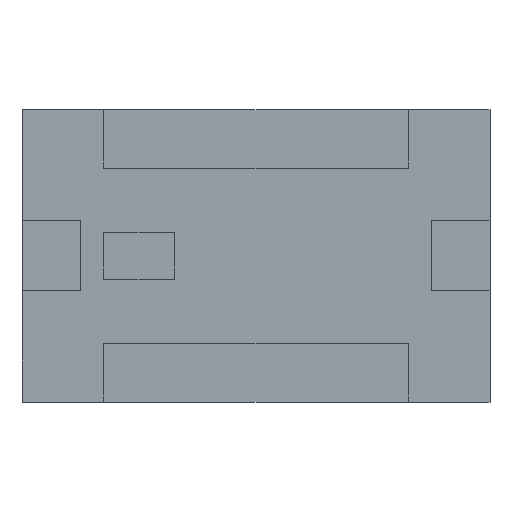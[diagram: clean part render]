
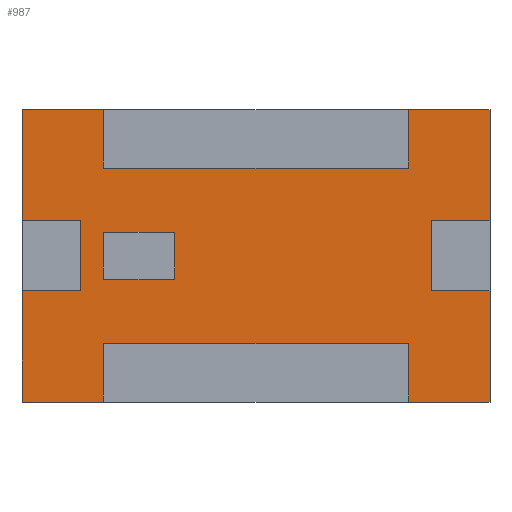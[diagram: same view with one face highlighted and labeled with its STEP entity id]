
A CAD part, top view. The second image highlights one B-rep face of the part: STEP entity #987.
In plain terms, the highlighted planar face has unit normal (0, 0, 1).
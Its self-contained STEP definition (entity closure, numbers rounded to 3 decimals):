
#106=ORIENTED_EDGE('',*,*,#331,.T.);
#107=ORIENTED_EDGE('',*,*,#334,.T.);
#108=ORIENTED_EDGE('',*,*,#360,.T.);
#109=ORIENTED_EDGE('',*,*,#361,.T.);
#110=ORIENTED_EDGE('',*,*,#338,.T.);
#111=ORIENTED_EDGE('',*,*,#341,.T.);
#112=ORIENTED_EDGE('',*,*,#344,.T.);
#113=ORIENTED_EDGE('',*,*,#347,.T.);
#114=ORIENTED_EDGE('',*,*,#350,.T.);
#115=ORIENTED_EDGE('',*,*,#351,.F.);
#116=ORIENTED_EDGE('',*,*,#354,.F.);
#117=ORIENTED_EDGE('',*,*,#357,.F.);
#118=ORIENTED_EDGE('',*,*,#362,.T.);
#119=ORIENTED_EDGE('',*,*,#363,.T.);
#120=ORIENTED_EDGE('',*,*,#364,.F.);
#121=ORIENTED_EDGE('',*,*,#318,.F.);
#122=ORIENTED_EDGE('',*,*,#322,.F.);
#123=ORIENTED_EDGE('',*,*,#327,.T.);
#124=ORIENTED_EDGE('',*,*,#365,.T.);
#125=ORIENTED_EDGE('',*,*,#366,.T.);
#126=ORIENTED_EDGE('',*,*,#367,.T.);
#127=ORIENTED_EDGE('',*,*,#368,.T.);
#128=ORIENTED_EDGE('',*,*,#369,.T.);
#129=ORIENTED_EDGE('',*,*,#370,.T.);
#318=EDGE_CURVE('',#450,#451,#538,.T.);
#322=EDGE_CURVE('',#454,#450,#542,.T.);
#327=EDGE_CURVE('',#454,#457,#547,.T.);
#331=EDGE_CURVE('',#458,#461,#551,.T.);
#334=EDGE_CURVE('',#461,#463,#554,.T.);
#338=EDGE_CURVE('',#464,#467,#558,.T.);
#341=EDGE_CURVE('',#467,#469,#561,.T.);
#344=EDGE_CURVE('',#469,#471,#564,.T.);
#347=EDGE_CURVE('',#471,#473,#567,.T.);
#350=EDGE_CURVE('',#473,#475,#570,.T.);
#351=EDGE_CURVE('',#476,#475,#571,.T.);
#354=EDGE_CURVE('',#478,#476,#574,.T.);
#357=EDGE_CURVE('',#480,#478,#577,.T.);
#360=EDGE_CURVE('',#463,#482,#580,.T.);
#361=EDGE_CURVE('',#482,#464,#581,.T.);
#362=EDGE_CURVE('',#480,#483,#582,.T.);
#363=EDGE_CURVE('',#483,#484,#583,.T.);
#364=EDGE_CURVE('',#451,#484,#584,.T.);
#365=EDGE_CURVE('',#457,#485,#585,.T.);
#366=EDGE_CURVE('',#485,#458,#586,.T.);
#367=EDGE_CURVE('',#486,#487,#587,.T.);
#368=EDGE_CURVE('',#487,#488,#588,.T.);
#369=EDGE_CURVE('',#488,#489,#589,.T.);
#370=EDGE_CURVE('',#489,#486,#590,.T.);
#450=VERTEX_POINT('',#1424);
#451=VERTEX_POINT('',#1425);
#454=VERTEX_POINT('',#1433);
#457=VERTEX_POINT('',#1441);
#458=VERTEX_POINT('',#1445);
#461=VERTEX_POINT('',#1450);
#463=VERTEX_POINT('',#1456);
#464=VERTEX_POINT('',#1460);
#467=VERTEX_POINT('',#1465);
#469=VERTEX_POINT('',#1471);
#471=VERTEX_POINT('',#1477);
#473=VERTEX_POINT('',#1483);
#475=VERTEX_POINT('',#1489);
#476=VERTEX_POINT('',#1493);
#478=VERTEX_POINT('',#1499);
#480=VERTEX_POINT('',#1505);
#482=VERTEX_POINT('',#1511);
#483=VERTEX_POINT('',#1514);
#484=VERTEX_POINT('',#1516);
#485=VERTEX_POINT('',#1519);
#486=VERTEX_POINT('',#1522);
#487=VERTEX_POINT('',#1523);
#488=VERTEX_POINT('',#1525);
#489=VERTEX_POINT('',#1527);
#538=LINE('',#1423,#670);
#542=LINE('',#1432,#674);
#547=LINE('',#1442,#679);
#551=LINE('',#1451,#683);
#554=LINE('',#1457,#686);
#558=LINE('',#1466,#690);
#561=LINE('',#1472,#693);
#564=LINE('',#1478,#696);
#567=LINE('',#1484,#699);
#570=LINE('',#1490,#702);
#571=LINE('',#1492,#703);
#574=LINE('',#1498,#706);
#577=LINE('',#1504,#709);
#580=LINE('',#1510,#712);
#581=LINE('',#1512,#713);
#582=LINE('',#1513,#714);
#583=LINE('',#1515,#715);
#584=LINE('',#1517,#716);
#585=LINE('',#1518,#717);
#586=LINE('',#1520,#718);
#587=LINE('',#1521,#719);
#588=LINE('',#1524,#720);
#589=LINE('',#1526,#721);
#590=LINE('',#1528,#722);
#670=VECTOR('',#1167,1000.);
#674=VECTOR('',#1173,1000.);
#679=VECTOR('',#1180,1000.);
#683=VECTOR('',#1186,1000.);
#686=VECTOR('',#1191,1000.);
#690=VECTOR('',#1197,1000.);
#693=VECTOR('',#1202,1000.);
#696=VECTOR('',#1207,1000.);
#699=VECTOR('',#1212,1000.);
#702=VECTOR('',#1217,1000.);
#703=VECTOR('',#1220,1000.);
#706=VECTOR('',#1225,1000.);
#709=VECTOR('',#1230,1000.);
#712=VECTOR('',#1235,1000.);
#713=VECTOR('',#1236,1000.);
#714=VECTOR('',#1237,1000.);
#715=VECTOR('',#1238,1000.);
#716=VECTOR('',#1239,1000.);
#717=VECTOR('',#1240,1000.);
#718=VECTOR('',#1241,1000.);
#719=VECTOR('',#1242,1000.);
#720=VECTOR('',#1243,1000.);
#721=VECTOR('',#1244,1000.);
#722=VECTOR('',#1245,1000.);
#815=EDGE_LOOP('',(#106,#107,#108,#109,#110,#111,#112,#113,#114,#115,#116,
#117,#118,#119,#120,#121,#122,#123,#124,#125));
#816=EDGE_LOOP('',(#126,#127,#128,#129));
#873=FACE_BOUND('',#815,.T.);
#874=FACE_BOUND('',#816,.T.);
#931=PLANE('',#1114);
#987=ADVANCED_FACE('',(#873,#874),#931,.T.);
#1114=AXIS2_PLACEMENT_3D('',#1509,#1233,#1234);
#1167=DIRECTION('',(0.,-1.,0.));
#1173=DIRECTION('',(-1.,0.,0.));
#1180=DIRECTION('',(0.,1.,0.));
#1186=DIRECTION('',(-1.,0.,0.));
#1191=DIRECTION('',(0.,1.,0.));
#1197=DIRECTION('',(1.,0.,0.));
#1202=DIRECTION('',(0.,-1.,0.));
#1207=DIRECTION('',(-1.,0.,0.));
#1212=DIRECTION('',(0.,-1.,0.));
#1217=DIRECTION('',(1.,0.,0.));
#1220=DIRECTION('',(0.,-1.,0.));
#1225=DIRECTION('',(-1.,0.,0.));
#1230=DIRECTION('',(0.,1.,0.));
#1233=DIRECTION('',(0.,0.,1.));
#1234=DIRECTION('',(1.,0.,0.));
#1235=DIRECTION('',(-1.,0.,0.));
#1236=DIRECTION('',(0.,-1.,0.));
#1237=DIRECTION('',(1.,0.,0.));
#1238=DIRECTION('',(0.,1.,0.));
#1239=DIRECTION('',(1.,0.,0.));
#1240=DIRECTION('',(-1.,0.,0.));
#1241=DIRECTION('',(0.,-1.,0.));
#1242=DIRECTION('',(-1.,0.,0.));
#1243=DIRECTION('',(0.,1.,0.));
#1244=DIRECTION('',(1.,0.,0.));
#1245=DIRECTION('',(0.,-1.,0.));
#1423=CARTESIAN_POINT('',(0.75,-0.625,0.475));
#1424=CARTESIAN_POINT('',(0.75,0.15,0.475));
#1425=CARTESIAN_POINT('',(0.75,-0.15,0.475));
#1432=CARTESIAN_POINT('',(-1.,0.15,0.475));
#1433=CARTESIAN_POINT('',(1.,0.15,0.475));
#1441=CARTESIAN_POINT('',(1.,0.625,0.475));
#1442=CARTESIAN_POINT('',(1.,-0.625,0.475));
#1445=CARTESIAN_POINT('',(0.65,0.375,0.475));
#1450=CARTESIAN_POINT('',(-0.65,0.375,0.475));
#1451=CARTESIAN_POINT('',(-1.,0.375,0.475));
#1456=CARTESIAN_POINT('',(-0.65,0.625,0.475));
#1457=CARTESIAN_POINT('',(-0.65,-0.625,0.475));
#1460=CARTESIAN_POINT('',(-1.,0.15,0.475));
#1465=CARTESIAN_POINT('',(-0.75,0.15,0.475));
#1466=CARTESIAN_POINT('',(-1.,0.15,0.475));
#1471=CARTESIAN_POINT('',(-0.75,-0.15,0.475));
#1472=CARTESIAN_POINT('',(-0.75,-0.625,0.475));
#1477=CARTESIAN_POINT('',(-1.,-0.15,0.475));
#1478=CARTESIAN_POINT('',(-1.,-0.15,0.475));
#1483=CARTESIAN_POINT('',(-1.,-0.625,0.475));
#1484=CARTESIAN_POINT('',(-1.,0.625,0.475));
#1489=CARTESIAN_POINT('',(-0.65,-0.625,0.475));
#1490=CARTESIAN_POINT('',(-1.,-0.625,0.475));
#1492=CARTESIAN_POINT('',(-0.65,-0.625,0.475));
#1493=CARTESIAN_POINT('',(-0.65,-0.375,0.475));
#1498=CARTESIAN_POINT('',(-1.,-0.375,0.475));
#1499=CARTESIAN_POINT('',(0.65,-0.375,0.475));
#1504=CARTESIAN_POINT('',(0.65,-0.625,0.475));
#1505=CARTESIAN_POINT('',(0.65,-0.625,0.475));
#1509=CARTESIAN_POINT('',(-1.,-0.625,0.475));
#1510=CARTESIAN_POINT('',(1.,0.625,0.475));
#1511=CARTESIAN_POINT('',(-1.,0.625,0.475));
#1512=CARTESIAN_POINT('',(-1.,0.625,0.475));
#1513=CARTESIAN_POINT('',(-1.,-0.625,0.475));
#1514=CARTESIAN_POINT('',(1.,-0.625,0.475));
#1515=CARTESIAN_POINT('',(1.,-0.625,0.475));
#1516=CARTESIAN_POINT('',(1.,-0.15,0.475));
#1517=CARTESIAN_POINT('',(-1.,-0.15,0.475));
#1518=CARTESIAN_POINT('',(1.,0.625,0.475));
#1519=CARTESIAN_POINT('',(0.65,0.625,0.475));
#1520=CARTESIAN_POINT('',(0.65,-0.625,0.475));
#1521=CARTESIAN_POINT('',(-1.,-0.1,0.475));
#1522=CARTESIAN_POINT('',(-0.35,-0.1,0.475));
#1523=CARTESIAN_POINT('',(-0.65,-0.1,0.475));
#1524=CARTESIAN_POINT('',(-0.65,-0.625,0.475));
#1525=CARTESIAN_POINT('',(-0.65,0.1,0.475));
#1526=CARTESIAN_POINT('',(-1.,0.1,0.475));
#1527=CARTESIAN_POINT('',(-0.35,0.1,0.475));
#1528=CARTESIAN_POINT('',(-0.35,-0.625,0.475));
